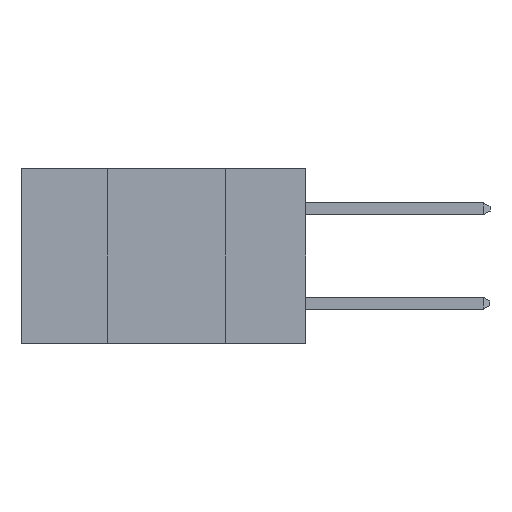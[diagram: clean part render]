
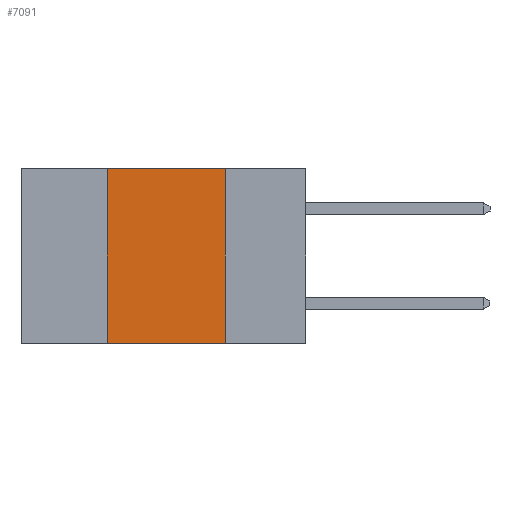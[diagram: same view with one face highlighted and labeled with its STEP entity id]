
A CAD part, left-side view. The second image highlights one B-rep face of the part: STEP entity #7091.
In plain terms, the highlighted planar face has unit normal (-1, 0, 0).
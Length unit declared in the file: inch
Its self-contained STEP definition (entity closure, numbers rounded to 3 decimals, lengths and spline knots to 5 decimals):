
#36 = VECTOR ( 'NONE', #21624, 39.37008 ) ;
#593 = DIRECTION ( 'NONE',  ( 0., 0., 1. ) ) ;
#600 = ORIENTED_EDGE ( 'NONE', *, *, #14666, .F. ) ;
#4177 = CARTESIAN_POINT ( 'NONE',  ( 0., 0.42, 0. ) ) ;
#4327 = VECTOR ( 'NONE', #20713, 39.37008 ) ;
#4494 = VERTEX_POINT ( 'NONE', #11285 ) ;
#5376 = ORIENTED_EDGE ( 'NONE', *, *, #11324, .T. ) ;
#5529 = CARTESIAN_POINT ( 'NONE',  ( 0., 0.17, 0. ) ) ;
#5989 = VECTOR ( 'NONE', #593, 39.37008 ) ;
#6489 = VERTEX_POINT ( 'NONE', #22265 ) ;
#6717 = ORIENTED_EDGE ( 'NONE', *, *, #14229, .F. ) ;
#7091 = ADVANCED_FACE ( 'NONE', ( #15498 ), #8719, .F. ) ;
#8422 = LINE ( 'NONE', #8745, #4327 ) ;
#8444 = LINE ( 'NONE', #5529, #16978 ) ;
#8462 = CARTESIAN_POINT ( 'NONE',  ( 0., 0.6, 0. ) ) ;
#8682 = CARTESIAN_POINT ( 'NONE',  ( 0., 0.17, -0.37 ) ) ;
#8719 = PLANE ( 'NONE',  #10487 ) ;
#8745 = CARTESIAN_POINT ( 'NONE',  ( 0., 0.6, 0. ) ) ;
#10487 = AXIS2_PLACEMENT_3D ( 'NONE', #8462, #22135, #22025 ) ;
#10787 = DIRECTION ( 'NONE',  ( 0., 0., -1. ) ) ;
#11285 = CARTESIAN_POINT ( 'NONE',  ( 0., 0.42, -0.37 ) ) ;
#11324 = EDGE_CURVE ( 'NONE', #4494, #21022, #17439, .T. ) ;
#12316 = CARTESIAN_POINT ( 'NONE',  ( 0., 0.42, 0. ) ) ;
#13172 = CARTESIAN_POINT ( 'NONE',  ( 0., 0.6, -0.37 ) ) ;
#13731 = EDGE_CURVE ( 'NONE', #4494, #14161, #15679, .T. ) ;
#14161 = VERTEX_POINT ( 'NONE', #12316 ) ;
#14229 = EDGE_CURVE ( 'NONE', #6489, #21022, #8444, .T. ) ;
#14666 = EDGE_CURVE ( 'NONE', #14161, #6489, #8422, .T. ) ;
#15498 = FACE_OUTER_BOUND ( 'NONE', #15597, .T. ) ;
#15597 = EDGE_LOOP ( 'NONE', ( #6717, #600, #17201, #5376 ) ) ;
#15679 = LINE ( 'NONE', #4177, #5989 ) ;
#16978 = VECTOR ( 'NONE', #10787, 39.37008 ) ;
#17201 = ORIENTED_EDGE ( 'NONE', *, *, #13731, .F. ) ;
#17439 = LINE ( 'NONE', #13172, #36 ) ;
#20713 = DIRECTION ( 'NONE',  ( 0., -1., 0. ) ) ;
#21022 = VERTEX_POINT ( 'NONE', #8682 ) ;
#21624 = DIRECTION ( 'NONE',  ( 0., -1., 0. ) ) ;
#22025 = DIRECTION ( 'NONE',  ( 0., 0., -1. ) ) ;
#22135 = DIRECTION ( 'NONE',  ( 1., 0., 0. ) ) ;
#22265 = CARTESIAN_POINT ( 'NONE',  ( 0., 0.17, 0. ) ) ;
